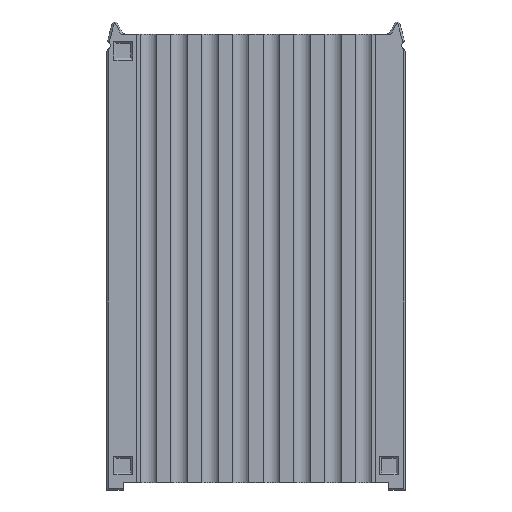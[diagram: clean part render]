
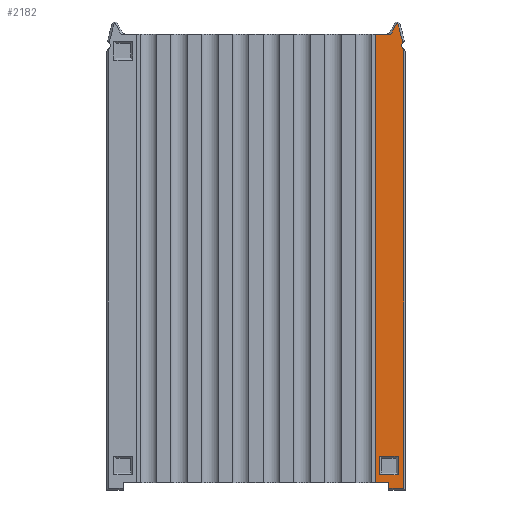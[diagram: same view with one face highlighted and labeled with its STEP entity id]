
A CAD part, top view. The second image highlights one B-rep face of the part: STEP entity #2182.
In plain terms, the highlighted planar face has unit normal (0, 0, 1).
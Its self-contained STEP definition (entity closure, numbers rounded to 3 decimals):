
#23=FACE_BOUND('',#340,.T.);
#93=PLANE('',#2351);
#208=FACE_OUTER_BOUND('',#339,.T.);
#339=EDGE_LOOP('',(#1785,#1786,#1787,#1788,#1789,#1790,#1791,#1792,#1793,
#1794,#1795));
#340=EDGE_LOOP('',(#1796,#1797,#1798,#1799));
#439=CIRCLE('',#2347,1.05);
#440=CIRCLE('',#2352,2.);
#476=LINE('',#3132,#738);
#489=LINE('',#3164,#751);
#626=LINE('',#3521,#888);
#627=LINE('',#3523,#889);
#628=LINE('',#3525,#890);
#629=LINE('',#3527,#891);
#630=LINE('',#3530,#892);
#631=LINE('',#3532,#893);
#632=LINE('',#3533,#894);
#633=LINE('',#3536,#895);
#634=LINE('',#3538,#896);
#635=LINE('',#3540,#897);
#636=LINE('',#3541,#898);
#738=VECTOR('',#2524,1000.);
#751=VECTOR('',#2547,1000.);
#888=VECTOR('',#2792,1000.);
#889=VECTOR('',#2793,1000.);
#890=VECTOR('',#2794,1000.);
#891=VECTOR('',#2795,1000.);
#892=VECTOR('',#2798,1000.);
#893=VECTOR('',#2799,1000.);
#894=VECTOR('',#2800,1000.);
#895=VECTOR('',#2801,1000.);
#896=VECTOR('',#2802,1000.);
#897=VECTOR('',#2803,1000.);
#898=VECTOR('',#2804,1000.);
#1000=VERTEX_POINT('',#3129);
#1001=VERTEX_POINT('',#3131);
#1014=VERTEX_POINT('',#3161);
#1015=VERTEX_POINT('',#3163);
#1145=VERTEX_POINT('',#3512);
#1146=VERTEX_POINT('',#3513);
#1148=VERTEX_POINT('',#3522);
#1149=VERTEX_POINT('',#3524);
#1150=VERTEX_POINT('',#3526);
#1151=VERTEX_POINT('',#3529);
#1152=VERTEX_POINT('',#3531);
#1153=VERTEX_POINT('',#3534);
#1154=VERTEX_POINT('',#3535);
#1155=VERTEX_POINT('',#3537);
#1156=VERTEX_POINT('',#3539);
#1211=EDGE_CURVE('',#1001,#1000,#476,.T.);
#1226=EDGE_CURVE('',#1014,#1015,#489,.T.);
#1385=EDGE_CURVE('',#1145,#1146,#439,.T.);
#1390=EDGE_CURVE('',#1014,#1001,#626,.T.);
#1391=EDGE_CURVE('',#1000,#1148,#627,.T.);
#1392=EDGE_CURVE('',#1148,#1149,#628,.T.);
#1393=EDGE_CURVE('',#1149,#1150,#629,.T.);
#1394=EDGE_CURVE('',#1150,#1146,#440,.T.);
#1395=EDGE_CURVE('',#1145,#1151,#630,.T.);
#1396=EDGE_CURVE('',#1151,#1152,#631,.T.);
#1397=EDGE_CURVE('',#1152,#1015,#632,.T.);
#1398=EDGE_CURVE('',#1153,#1154,#633,.T.);
#1399=EDGE_CURVE('',#1154,#1155,#634,.T.);
#1400=EDGE_CURVE('',#1155,#1156,#635,.T.);
#1401=EDGE_CURVE('',#1156,#1153,#636,.T.);
#1785=ORIENTED_EDGE('',*,*,#1226,.F.);
#1786=ORIENTED_EDGE('',*,*,#1390,.T.);
#1787=ORIENTED_EDGE('',*,*,#1211,.T.);
#1788=ORIENTED_EDGE('',*,*,#1391,.T.);
#1789=ORIENTED_EDGE('',*,*,#1392,.T.);
#1790=ORIENTED_EDGE('',*,*,#1393,.T.);
#1791=ORIENTED_EDGE('',*,*,#1394,.T.);
#1792=ORIENTED_EDGE('',*,*,#1385,.F.);
#1793=ORIENTED_EDGE('',*,*,#1395,.T.);
#1794=ORIENTED_EDGE('',*,*,#1396,.T.);
#1795=ORIENTED_EDGE('',*,*,#1397,.T.);
#1796=ORIENTED_EDGE('',*,*,#1398,.T.);
#1797=ORIENTED_EDGE('',*,*,#1399,.T.);
#1798=ORIENTED_EDGE('',*,*,#1400,.T.);
#1799=ORIENTED_EDGE('',*,*,#1401,.T.);
#2182=ADVANCED_FACE('',(#208,#23),#93,.T.);
#2347=AXIS2_PLACEMENT_3D('',#3514,#2781,#2782);
#2351=AXIS2_PLACEMENT_3D('',#3520,#2790,#2791);
#2352=AXIS2_PLACEMENT_3D('',#3528,#2796,#2797);
#2524=DIRECTION('',(1.,0.,0.));
#2547=DIRECTION('',(1.,0.,0.));
#2781=DIRECTION('center_axis',(0.,0.,1.));
#2782=DIRECTION('ref_axis',(1.,0.,0.));
#2790=DIRECTION('center_axis',(0.,0.,1.));
#2791=DIRECTION('ref_axis',(1.,0.,0.));
#2792=DIRECTION('',(0.,-1.,0.));
#2793=DIRECTION('',(0.,-1.,0.));
#2794=DIRECTION('',(1.,0.,0.));
#2795=DIRECTION('',(0.,1.,0.));
#2796=DIRECTION('center_axis',(0.,0.,1.));
#2797=DIRECTION('ref_axis',(1.,0.,0.));
#2798=DIRECTION('',(-0.252,0.968,0.));
#2799=DIRECTION('',(-0.488,0.873,0.));
#2800=DIRECTION('',(-0.488,-0.873,0.));
#2801=DIRECTION('',(0.,-1.,0.));
#2802=DIRECTION('',(-1.,0.,0.));
#2803=DIRECTION('',(0.,1.,0.));
#2804=DIRECTION('',(1.,0.,0.));
#3129=CARTESIAN_POINT('',(35.532,-60.,0.));
#3131=CARTESIAN_POINT('',(32.,-60.,0.));
#3132=CARTESIAN_POINT('',(-37.766,-60.,0.));
#3161=CARTESIAN_POINT('',(32.,60.,0.));
#3163=CARTESIAN_POINT('',(36.105,60.,0.));
#3164=CARTESIAN_POINT('',(8.607,60.,0.));
#3512=CARTESIAN_POINT('',(39.284,57.768,0.));
#3513=CARTESIAN_POINT('',(39.311,56.207,0.));
#3514=CARTESIAN_POINT('Origin',(40.,57.,0.));
#3520=CARTESIAN_POINT('Origin',(0.,1.,0.));
#3521=CARTESIAN_POINT('',(32.,500000.,0.));
#3522=CARTESIAN_POINT('',(35.532,-61.5,0.));
#3523=CARTESIAN_POINT('',(35.532,-60.72,0.));
#3524=CARTESIAN_POINT('',(39.5,-61.5,0.));
#3525=CARTESIAN_POINT('',(0.,-61.5,0.));
#3526=CARTESIAN_POINT('',(39.5,56.02,0.));
#3527=CARTESIAN_POINT('',(39.5,55.95,0.));
#3528=CARTESIAN_POINT('Origin',(38.,54.697,0.));
#3529=CARTESIAN_POINT('',(38.069,62.431,0.));
#3530=CARTESIAN_POINT('',(50.63,14.18,0.));
#3531=CARTESIAN_POINT('',(37.766,62.975,0.));
#3532=CARTESIAN_POINT('',(37.329,63.756,0.));
#3533=CARTESIAN_POINT('',(35.969,59.756,0.));
#3534=CARTESIAN_POINT('',(38.032,-53.,0.));
#3535=CARTESIAN_POINT('',(38.032,-58.,0.));
#3536=CARTESIAN_POINT('',(38.032,1.,0.));
#3537=CARTESIAN_POINT('',(33.032,-58.,0.));
#3538=CARTESIAN_POINT('',(33.532,-58.,0.));
#3539=CARTESIAN_POINT('',(33.032,-53.,0.));
#3540=CARTESIAN_POINT('',(33.032,-53.5,0.));
#3541=CARTESIAN_POINT('',(0.,-53.,0.));
